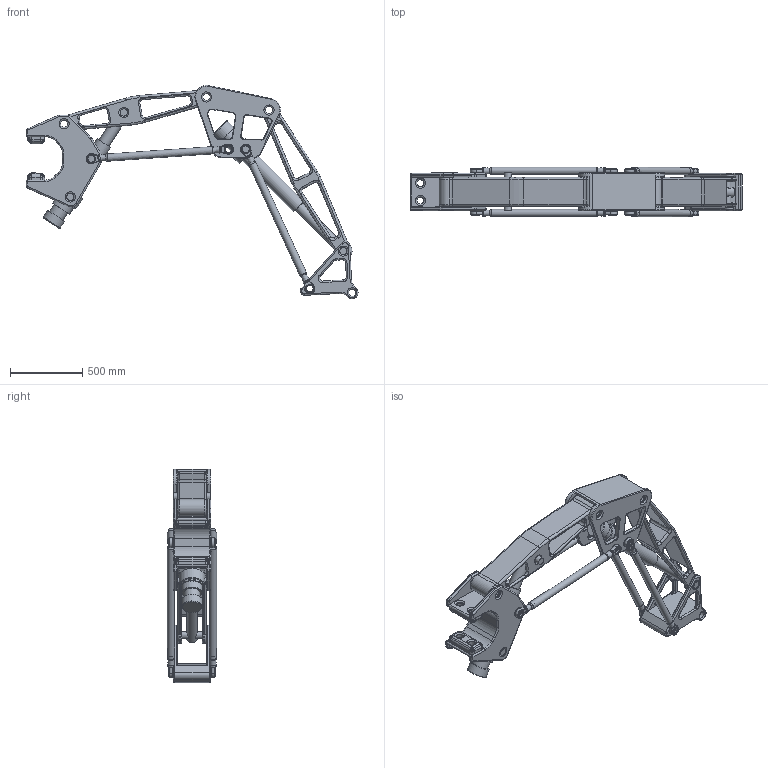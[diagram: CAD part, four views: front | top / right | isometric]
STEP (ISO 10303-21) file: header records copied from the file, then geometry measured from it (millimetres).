
FILE_DESCRIPTION(/* description */ (''),/* implementation_level */ '2;1');
FILE_NAME(/* name */ 'CD3 v19.step',/* time_stamp */ '2023-02-05T00:06:54+05:30',/* author */ (''),/* organization */ (''),/* preprocessor_version */ 'ST-DEVELOPER v19.2',/* originating_system */ 'Autodesk Translation Framework v11.17.0.187',/* authorisation */ '');
FILE_SCHEMA (('AUTOMOTIVE_DESIGN { 1 0 10303 214 3 1 1 }'));
Length unit declared in the file: millimetre
Products named in the file (23): CD3; Leg link; Leg part 1 CD3; Leg part 2 CD3; Wheel leg link CD1; Chassis leg link CD 2; Linear actuators 2 CD1; Motor and cover; Piston; Joint pipes; Component1; Joint pipes 2; Component1_1; Linear actuators CD1; Motor and cover_1; Piston_1; pin; Joint pipes_1; Component1_2; Component3; Joint pipes 2_1; Component1_3; Component3_1
Assembly tree (27 placements, depth 4):
  CD3
    Leg link
    Leg part 1 CD3
    Leg part 2 CD3
    Wheel leg link CD1
    Chassis leg link CD 2
    Linear actuators 2 CD1
      Motor and cover
      Piston
    pin  x4
    Joint pipes
      Component1
        Component3
    Joint pipes 2
      Component1_1
        Component3_1
    Linear actuators CD1
      Motor and cover_1
      Piston_1
    Joint pipes_1
      Component1_2
        Component3
    Joint pipes 2_1
      Component1_3
        Component3_1
Bounding box: 2290.55 x 340.46 x 1470.94 mm (x, y, z)
Volume: 94522585.9 mm3; surface area: 7265671.2 mm2
Topology: 29 solids, 29 shells, 1307 faces, 3083 edges, 1826 vertices
Faces by surface type: cylinder 473, torus 342, plane 252, bspline 128, sphere 76, cone 36
Full cylindrical faces by diameter (mm): 34.501 x4, 48.082 x16, 50 x43, 52.082 x16, 70 x2, 80 x2, 100 x2, 110 x2, 120 x1, 140 x4, 160 x2, 180 x1
Entity records: 43068 total; most frequent: CARTESIAN_POINT 12310, DIRECTION 6802, ORIENTED_EDGE 6148, EDGE_CURVE 3074, AXIS2_PLACEMENT_3D 2924, VERTEX_POINT 1820, CIRCLE 1676, EDGE_LOOP 1412
